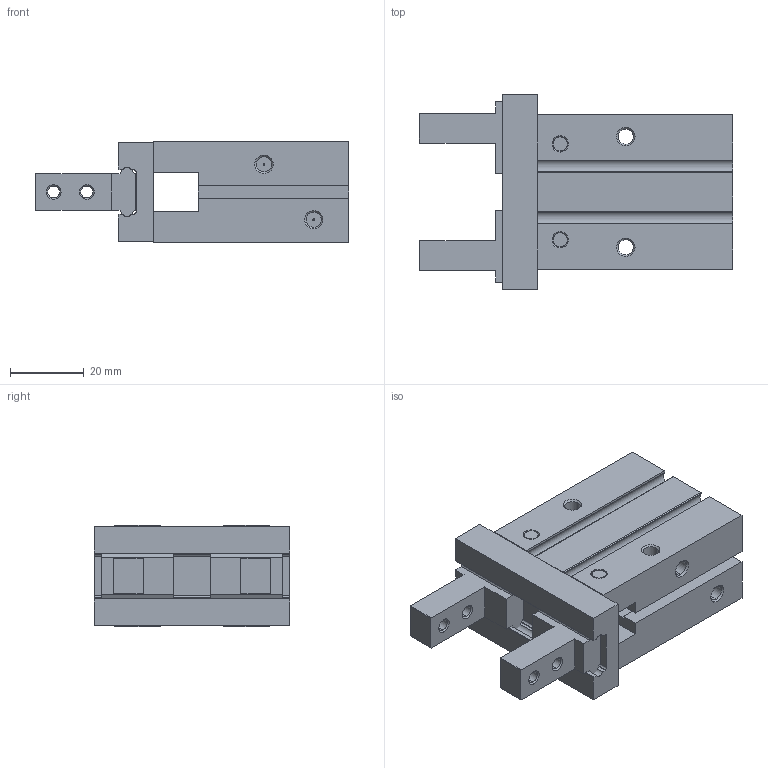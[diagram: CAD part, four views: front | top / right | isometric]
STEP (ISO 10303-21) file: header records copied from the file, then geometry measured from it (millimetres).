
FILE_DESCRIPTION (( 'STEP AP203' ), '1' );
FILE_NAME ('KP20MD-M.step', '2017-07-18T20:19:13', ( '' ), ( '' ), 'SwSTEP 2.0', 'SolidWorks 2017', '' );
FILE_SCHEMA (( 'CONFIG_CONTROL_DESIGN' ));
Length unit declared in the file: millimetre
Products named in the file (4): KP20MD-M-2; KP20MD-M-3; KP20MD-M; KP20MD-M-1
Assembly tree (3 placements, depth 2):
  KP20MD-M
    KP20MD-M-1
    KP20MD-M-2
    KP20MD-M-3
Bounding box: 85 x 53 x 27.5 mm (x, y, z)
Volume: 63533.6 mm3; surface area: 21899.4 mm2
Topology: 3 solids, 3 shells, 246 faces, 622 edges, 394 vertices
Faces by surface type: plane 120, cylinder 64, cone 62
Entity records: 7912 total; most frequent: CARTESIAN_POINT 1586, ORIENTED_EDGE 1244, DIRECTION 1226, EDGE_CURVE 622, AXIS2_PLACEMENT_3D 458, VERTEX_POINT 394, VECTOR 310, LINE 310
